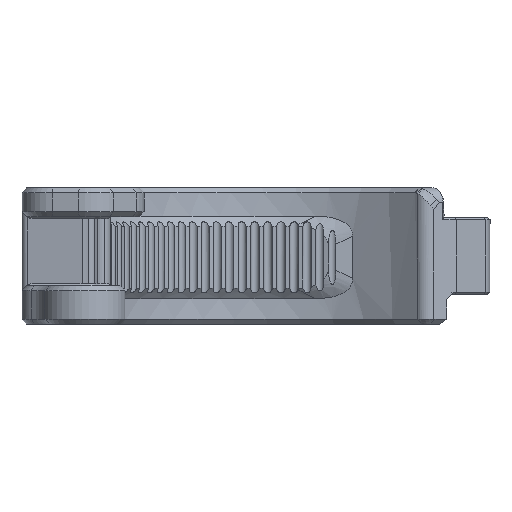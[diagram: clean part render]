
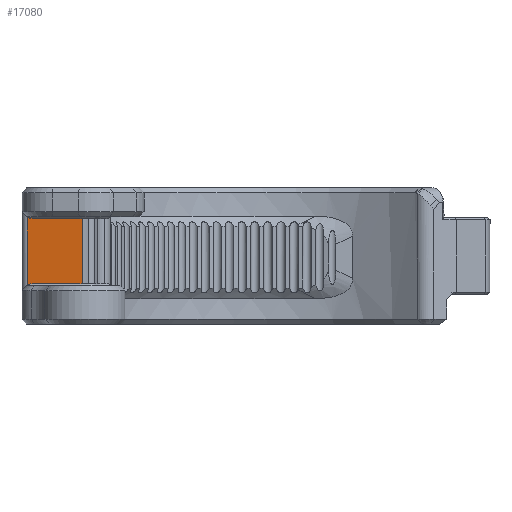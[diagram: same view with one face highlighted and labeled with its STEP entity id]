
A CAD part, left-side view. The second image highlights one B-rep face of the part: STEP entity #17080.
In plain terms, the highlighted planar face has unit normal (-0.987, 0.161, 0).
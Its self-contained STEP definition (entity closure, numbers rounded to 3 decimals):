
#584=(
BOUNDED_CURVE()
B_SPLINE_CURVE(2,(#38795,#38796,#38797),.UNSPECIFIED.,.F.,.F.)
B_SPLINE_CURVE_WITH_KNOTS((3,3),(0.154,0.252),
 .UNSPECIFIED.)
CURVE()
GEOMETRIC_REPRESENTATION_ITEM()
RATIONAL_B_SPLINE_CURVE((1.078,1.078,1.046))
REPRESENTATION_ITEM('')
);
#587=(
BOUNDED_CURVE()
B_SPLINE_CURVE(2,(#38814,#38815,#38816),.UNSPECIFIED.,.F.,.F.)
B_SPLINE_CURVE_WITH_KNOTS((3,3),(0.055,0.154),
 .UNSPECIFIED.)
CURVE()
GEOMETRIC_REPRESENTATION_ITEM()
RATIONAL_B_SPLINE_CURVE((1.046,1.078,1.078))
REPRESENTATION_ITEM('')
);
#2178=PLANE('',#17674);
#3117=FACE_OUTER_BOUND('',#4088,.T.);
#4088=EDGE_LOOP('',(#16039,#16040,#16041,#16042,#16043,#16044,#16045,#16046));
#5160=LINE('',#32981,#6308);
#5202=LINE('',#33620,#6350);
#5253=LINE('',#37170,#6401);
#5422=LINE('',#38803,#6570);
#5423=LINE('',#38811,#6571);
#5427=LINE('',#38825,#6575);
#6308=VECTOR('',#19050,10.);
#6350=VECTOR('',#19146,10.);
#6401=VECTOR('',#19383,10.);
#6570=VECTOR('',#19958,10.);
#6571=VECTOR('',#19963,10.);
#6575=VECTOR('',#19981,10.);
#7917=VERTEX_POINT('',#32978);
#7918=VERTEX_POINT('',#32980);
#7971=VERTEX_POINT('',#33619);
#8168=VERTEX_POINT('',#37169);
#8259=VERTEX_POINT('',#38794);
#8260=VERTEX_POINT('',#38802);
#8261=VERTEX_POINT('',#38806);
#8262=VERTEX_POINT('',#38810);
#10243=EDGE_CURVE('',#7917,#7918,#5160,.T.);
#10325=EDGE_CURVE('',#7971,#7918,#5202,.T.);
#10594=EDGE_CURVE('',#7971,#8168,#5253,.T.);
#10853=EDGE_CURVE('',#7917,#8259,#584,.T.);
#10855=EDGE_CURVE('',#8259,#8260,#5422,.T.);
#10858=EDGE_CURVE('',#8262,#8261,#5423,.T.);
#10860=EDGE_CURVE('',#8261,#8168,#587,.T.);
#10864=EDGE_CURVE('',#8262,#8260,#5427,.T.);
#16039=ORIENTED_EDGE('',*,*,#10864,.F.);
#16040=ORIENTED_EDGE('',*,*,#10858,.T.);
#16041=ORIENTED_EDGE('',*,*,#10860,.T.);
#16042=ORIENTED_EDGE('',*,*,#10594,.F.);
#16043=ORIENTED_EDGE('',*,*,#10325,.T.);
#16044=ORIENTED_EDGE('',*,*,#10243,.F.);
#16045=ORIENTED_EDGE('',*,*,#10853,.T.);
#16046=ORIENTED_EDGE('',*,*,#10855,.T.);
#17080=ADVANCED_FACE('',(#3117),#2178,.T.);
#17674=AXIS2_PLACEMENT_3D('',#38824,#19979,#19980);
#19050=DIRECTION('',(-0.161,-0.987,0.));
#19146=DIRECTION('',(0.,0.,1.));
#19383=DIRECTION('',(0.161,0.987,0.));
#19958=DIRECTION('',(0.115,0.702,0.702));
#19963=DIRECTION('',(-0.115,-0.702,0.702));
#19979=DIRECTION('center_axis',(-0.987,0.161,0.));
#19980=DIRECTION('ref_axis',(0.,0.,1.));
#19981=DIRECTION('',(0.,0.,1.));
#32978=CARTESIAN_POINT('',(-24.323,51.27,21.7));
#32980=CARTESIAN_POINT('',(-25.985,41.077,21.7));
#32981=CARTESIAN_POINT('',(-27.842,29.695,21.7));
#33619=CARTESIAN_POINT('',(-25.985,41.077,8.3));
#33620=CARTESIAN_POINT('',(-25.985,41.077,0.));
#37169=CARTESIAN_POINT('',(-24.323,51.27,8.3));
#37170=CARTESIAN_POINT('',(-27.842,29.695,8.3));
#38794=CARTESIAN_POINT('',(-24.177,52.165,21.856));
#38795=CARTESIAN_POINT('Ctrl Pts',(-24.323,51.27,21.7));
#38796=CARTESIAN_POINT('Ctrl Pts',(-24.252,51.704,21.7));
#38797=CARTESIAN_POINT('Ctrl Pts',(-24.177,52.165,21.856));
#38802=CARTESIAN_POINT('',(-24.148,52.339,22.03));
#38803=CARTESIAN_POINT('',(-24.325,51.256,20.947));
#38806=CARTESIAN_POINT('',(-24.176,52.166,8.143));
#38810=CARTESIAN_POINT('',(-24.148,52.339,7.971));
#38811=CARTESIAN_POINT('',(-24.808,48.292,12.018));
#38814=CARTESIAN_POINT('Ctrl Pts',(-24.176,52.166,8.143));
#38815=CARTESIAN_POINT('Ctrl Pts',(-24.252,51.705,8.3));
#38816=CARTESIAN_POINT('Ctrl Pts',(-24.323,51.27,8.3));
#38824=CARTESIAN_POINT('Origin',(-26.26,39.391,22.));
#38825=CARTESIAN_POINT('',(-24.148,52.339,25.));
